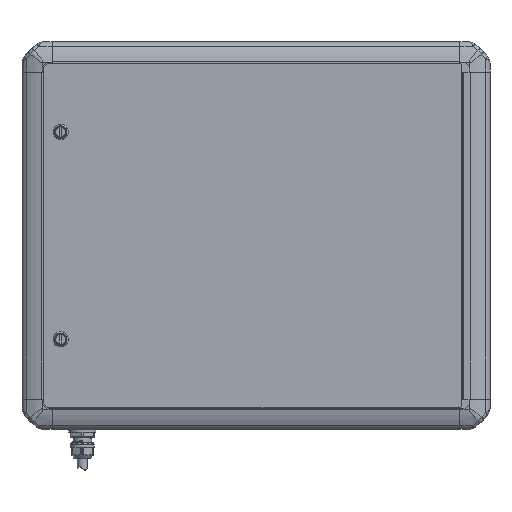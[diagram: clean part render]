
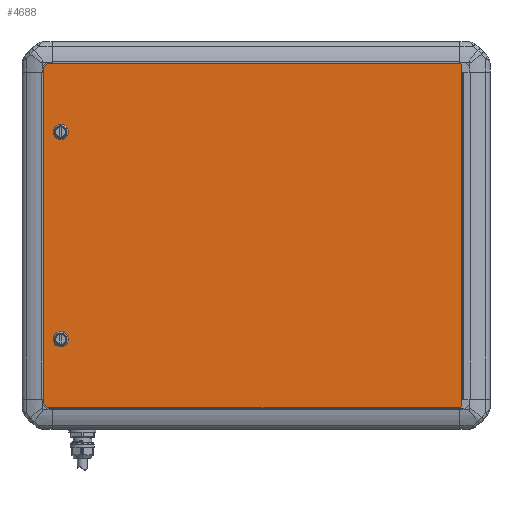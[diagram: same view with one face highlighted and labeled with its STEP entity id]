
A CAD part, top view. The second image highlights one B-rep face of the part: STEP entity #4688.
In plain terms, the highlighted planar face has unit normal (0, 0, 1).
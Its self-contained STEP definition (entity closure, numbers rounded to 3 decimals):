
#818 = CARTESIAN_POINT ( 'NONE',  ( 206.5, 171., 2. ) ) ;
#1921 = PLANE ( 'NONE',  #37190 ) ;
#2072 = EDGE_CURVE ( 'NONE', #26924, #12893, #28707, .T. ) ;
#2172 = DIRECTION ( 'NONE',  ( 1., 0., 0. ) ) ;
#2389 = ORIENTED_EDGE ( 'NONE', *, *, #15575, .F. ) ;
#3221 = CARTESIAN_POINT ( 'NONE',  ( 206.5, -171., 2. ) ) ;
#4189 = EDGE_LOOP ( 'NONE', ( #48700, #2389 ) ) ;
#4214 = VECTOR ( 'NONE', #28984, 1000. ) ;
#4688 = ADVANCED_FACE ( 'NONE', ( #10514, #13301, #5145 ), #1921, .T. ) ;
#5145 = FACE_BOUND ( 'NONE', #4189, .T. ) ;
#5178 = VERTEX_POINT ( 'NONE', #22523 ) ;
#5292 = ORIENTED_EDGE ( 'NONE', *, *, #40878, .T. ) ;
#6028 = VERTEX_POINT ( 'NONE', #818 ) ;
#6231 = DIRECTION ( 'NONE',  ( 0., 1., 0. ) ) ;
#6880 = LINE ( 'NONE', #11053, #15400 ) ;
#6881 = VERTEX_POINT ( 'NONE', #12502 ) ;
#7225 = LINE ( 'NONE', #25480, #10739 ) ;
#7489 = LINE ( 'NONE', #8200, #44547 ) ;
#8200 = CARTESIAN_POINT ( 'NONE',  ( -205.5, -169., 2. ) ) ;
#8542 = DIRECTION ( 'NONE',  ( -0.707, -0.707, 0. ) ) ;
#8568 = EDGE_CURVE ( 'NONE', #17395, #43006, #27540, .T. ) ;
#8705 = CIRCLE ( 'NONE', #36254, 7.5 ) ;
#8726 = AXIS2_PLACEMENT_3D ( 'NONE', #45961, #39974, #6231 ) ;
#8993 = CARTESIAN_POINT ( 'NONE',  ( -190.5, -103., 2. ) ) ;
#9974 = DIRECTION ( 'NONE',  ( 0., 0., 1. ) ) ;
#10494 = CARTESIAN_POINT ( 'NONE',  ( 170.5, 207., 2. ) ) ;
#10514 = FACE_BOUND ( 'NONE', #29288, .T. ) ;
#10739 = VECTOR ( 'NONE', #22514, 1000. ) ;
#11053 = CARTESIAN_POINT ( 'NONE',  ( 207.5, 171., 2. ) ) ;
#11549 = CARTESIAN_POINT ( 'NONE',  ( -207.5, 171., 2. ) ) ;
#12351 = CARTESIAN_POINT ( 'NONE',  ( 207.5, -170., 2. ) ) ;
#12502 = CARTESIAN_POINT ( 'NONE',  ( -190.5, 95.5, 2. ) ) ;
#12623 = CIRCLE ( 'NONE', #29935, 7.5 ) ;
#12893 = VERTEX_POINT ( 'NONE', #3221 ) ;
#12983 = VECTOR ( 'NONE', #39268, 1000. ) ;
#13006 = VERTEX_POINT ( 'NONE', #26879 ) ;
#13160 = DIRECTION ( 'NONE',  ( 0., 1., 0. ) ) ;
#13301 = FACE_OUTER_BOUND ( 'NONE', #44098, .T. ) ;
#13898 = CARTESIAN_POINT ( 'NONE',  ( -203.5, 171., 2. ) ) ;
#14172 = DIRECTION ( 'NONE',  ( 0., 1., 0. ) ) ;
#14325 = EDGE_CURVE ( 'NONE', #27162, #46662, #12623, .T. ) ;
#14495 = ORIENTED_EDGE ( 'NONE', *, *, #30605, .T. ) ;
#14527 = CARTESIAN_POINT ( 'NONE',  ( -203.5, -171., 2. ) ) ;
#14664 = ORIENTED_EDGE ( 'NONE', *, *, #23222, .F. ) ;
#15242 = VERTEX_POINT ( 'NONE', #19824 ) ;
#15400 = VECTOR ( 'NONE', #40847, 1000. ) ;
#15575 = EDGE_CURVE ( 'NONE', #6881, #15242, #46506, .T. ) ;
#15621 = ORIENTED_EDGE ( 'NONE', *, *, #25959, .T. ) ;
#15688 = DIRECTION ( 'NONE',  ( 0.707, 0.707, 0. ) ) ;
#15807 = VECTOR ( 'NONE', #8542, 1000. ) ;
#15962 = DIRECTION ( 'NONE',  ( 0., -1., 0. ) ) ;
#16400 = DIRECTION ( 'NONE',  ( 0., 0., 1. ) ) ;
#17395 = VERTEX_POINT ( 'NONE', #13898 ) ;
#19152 = CARTESIAN_POINT ( 'NONE',  ( -0.5, -378., 2. ) ) ;
#19425 = CARTESIAN_POINT ( 'NONE',  ( -376.5, -2., 2. ) ) ;
#19824 = CARTESIAN_POINT ( 'NONE',  ( -190.5, 110.5, 2. ) ) ;
#20794 = CARTESIAN_POINT ( 'NONE',  ( -190.5, -103., 2. ) ) ;
#22077 = LINE ( 'NONE', #10494, #4214 ) ;
#22514 = DIRECTION ( 'NONE',  ( -1., 0., 0. ) ) ;
#22523 = CARTESIAN_POINT ( 'NONE',  ( -207.5, -167., 2. ) ) ;
#23093 = ORIENTED_EDGE ( 'NONE', *, *, #2072, .T. ) ;
#23222 = EDGE_CURVE ( 'NONE', #46662, #27162, #8705, .T. ) ;
#24659 = VECTOR ( 'NONE', #15688, 1000. ) ;
#25480 = CARTESIAN_POINT ( 'NONE',  ( -207.5, 171., 2. ) ) ;
#25540 = CARTESIAN_POINT ( 'NONE',  ( -207.5, -171., 2. ) ) ;
#25959 = EDGE_CURVE ( 'NONE', #12893, #43120, #30004, .T. ) ;
#26550 = ORIENTED_EDGE ( 'NONE', *, *, #8568, .T. ) ;
#26879 = CARTESIAN_POINT ( 'NONE',  ( 207.5, 170., 2. ) ) ;
#26924 = VERTEX_POINT ( 'NONE', #14527 ) ;
#27162 = VERTEX_POINT ( 'NONE', #46432 ) ;
#27204 = EDGE_CURVE ( 'NONE', #15242, #6881, #28683, .T. ) ;
#27540 = LINE ( 'NONE', #19425, #15807 ) ;
#28456 = CARTESIAN_POINT ( 'NONE',  ( -207.5, -171., 2. ) ) ;
#28683 = CIRCLE ( 'NONE', #36532, 7.5 ) ;
#28707 = LINE ( 'NONE', #28456, #12983 ) ;
#28984 = DIRECTION ( 'NONE',  ( -0.707, 0.707, 0. ) ) ;
#29288 = EDGE_LOOP ( 'NONE', ( #38427, #14664 ) ) ;
#29875 = CARTESIAN_POINT ( 'NONE',  ( -207.5, 167., 2. ) ) ;
#29935 = AXIS2_PLACEMENT_3D ( 'NONE', #20794, #46891, #13160 ) ;
#30004 = LINE ( 'NONE', #19152, #24659 ) ;
#30307 = CARTESIAN_POINT ( 'NONE',  ( -190.5, -110.5, 2. ) ) ;
#30605 = EDGE_CURVE ( 'NONE', #43120, #13006, #6880, .T. ) ;
#31260 = EDGE_CURVE ( 'NONE', #6028, #17395, #7225, .T. ) ;
#31522 = DIRECTION ( 'NONE',  ( 0., 0., 1. ) ) ;
#31858 = ORIENTED_EDGE ( 'NONE', *, *, #31260, .T. ) ;
#36254 = AXIS2_PLACEMENT_3D ( 'NONE', #8993, #16400, #46935 ) ;
#36532 = AXIS2_PLACEMENT_3D ( 'NONE', #43732, #9974, #14172 ) ;
#37190 = AXIS2_PLACEMENT_3D ( 'NONE', #25540, #31522, #2172 ) ;
#37290 = DIRECTION ( 'NONE',  ( 0.707, -0.707, 0. ) ) ;
#38108 = LINE ( 'NONE', #11549, #48459 ) ;
#38427 = ORIENTED_EDGE ( 'NONE', *, *, #14325, .F. ) ;
#39092 = EDGE_CURVE ( 'NONE', #13006, #6028, #22077, .T. ) ;
#39268 = DIRECTION ( 'NONE',  ( 1., 0., 0. ) ) ;
#39974 = DIRECTION ( 'NONE',  ( 0., 0., 1. ) ) ;
#40847 = DIRECTION ( 'NONE',  ( 0., 1., 0. ) ) ;
#40878 = EDGE_CURVE ( 'NONE', #43006, #5178, #38108, .T. ) ;
#41637 = EDGE_CURVE ( 'NONE', #5178, #26924, #7489, .T. ) ;
#43006 = VERTEX_POINT ( 'NONE', #29875 ) ;
#43120 = VERTEX_POINT ( 'NONE', #12351 ) ;
#43644 = ORIENTED_EDGE ( 'NONE', *, *, #39092, .T. ) ;
#43732 = CARTESIAN_POINT ( 'NONE',  ( -190.5, 103., 2. ) ) ;
#44098 = EDGE_LOOP ( 'NONE', ( #5292, #44877, #23093, #15621, #14495, #43644, #31858, #26550 ) ) ;
#44547 = VECTOR ( 'NONE', #37290, 1000. ) ;
#44877 = ORIENTED_EDGE ( 'NONE', *, *, #41637, .T. ) ;
#45961 = CARTESIAN_POINT ( 'NONE',  ( -190.5, 103., 2. ) ) ;
#46432 = CARTESIAN_POINT ( 'NONE',  ( -190.5, -95.5, 2. ) ) ;
#46506 = CIRCLE ( 'NONE', #8726, 7.5 ) ;
#46662 = VERTEX_POINT ( 'NONE', #30307 ) ;
#46891 = DIRECTION ( 'NONE',  ( 0., 0., 1. ) ) ;
#46935 = DIRECTION ( 'NONE',  ( 0., 1., 0. ) ) ;
#48459 = VECTOR ( 'NONE', #15962, 1000. ) ;
#48700 = ORIENTED_EDGE ( 'NONE', *, *, #27204, .F. ) ;
